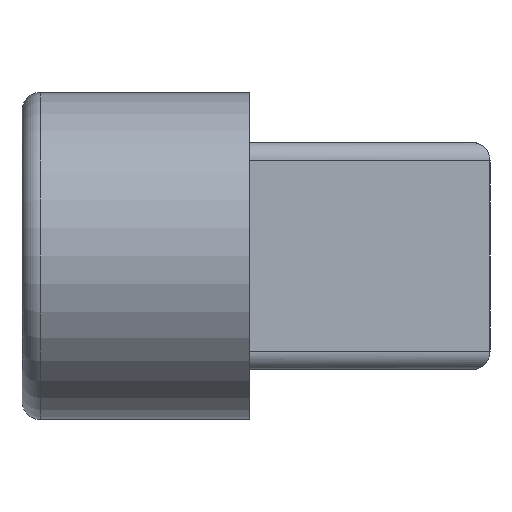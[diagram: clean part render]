
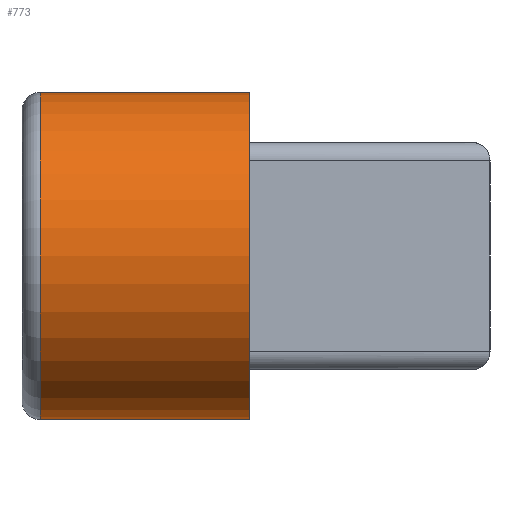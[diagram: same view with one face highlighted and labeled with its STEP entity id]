
A CAD part, left-side view. The second image highlights one B-rep face of the part: STEP entity #773.
In plain terms, the highlighted cylindrical face has radius 18 mm (diameter 36 mm), a partial arc.
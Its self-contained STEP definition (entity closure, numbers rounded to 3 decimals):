
#4 = DIRECTION ( 'NONE',  ( 0., 1., 0. ) ) ;
#11 = DIRECTION ( 'NONE',  ( -1., 0., 0. ) ) ;
#17 = VERTEX_POINT ( 'NONE', #1299 ) ;
#55 = CARTESIAN_POINT ( 'NONE',  ( -75., 49.5, -18. ) ) ;
#127 = EDGE_CURVE ( 'NONE', #1104, #1103, #944, .T. ) ;
#199 = DIRECTION ( 'NONE',  ( 0., -1., 0. ) ) ;
#204 = DIRECTION ( 'NONE',  ( 0., -1., 0. ) ) ;
#213 = AXIS2_PLACEMENT_3D ( 'NONE', #1163, #4, #11 ) ;
#277 = CARTESIAN_POINT ( 'NONE',  ( -75., 26.5, -18. ) ) ;
#283 = LINE ( 'NONE', #1359, #617 ) ;
#472 = LINE ( 'NONE', #853, #572 ) ;
#558 = AXIS2_PLACEMENT_3D ( 'NONE', #878, #199, #1115 ) ;
#572 = VECTOR ( 'NONE', #972, 1000. ) ;
#617 = VECTOR ( 'NONE', #204, 1000. ) ;
#655 = DIRECTION ( 'NONE',  ( 0., 0., -1. ) ) ;
#719 = FACE_OUTER_BOUND ( 'NONE', #779, .T. ) ;
#773 = ADVANCED_FACE ( 'NONE', ( #719 ), #1367, .T. ) ;
#775 = DIRECTION ( 'NONE',  ( 0., -1., 0. ) ) ;
#779 = EDGE_LOOP ( 'NONE', ( #1358, #1237, #1062, #1292 ) ) ;
#832 = EDGE_CURVE ( 'NONE', #1104, #17, #283, .T. ) ;
#853 = CARTESIAN_POINT ( 'NONE',  ( -75., 51.5, -18. ) ) ;
#878 = CARTESIAN_POINT ( 'NONE',  ( -75., 49.5, 0. ) ) ;
#944 = CIRCLE ( 'NONE', #558, 18. ) ;
#972 = DIRECTION ( 'NONE',  ( 0., -1., 0. ) ) ;
#987 = VERTEX_POINT ( 'NONE', #277 ) ;
#1062 = ORIENTED_EDGE ( 'NONE', *, *, #1131, .T. ) ;
#1065 = CIRCLE ( 'NONE', #213, 18. ) ;
#1084 = CARTESIAN_POINT ( 'NONE',  ( -75., 49.5, 18. ) ) ;
#1103 = VERTEX_POINT ( 'NONE', #55 ) ;
#1104 = VERTEX_POINT ( 'NONE', #1084 ) ;
#1115 = DIRECTION ( 'NONE',  ( 0., 0., 1. ) ) ;
#1131 = EDGE_CURVE ( 'NONE', #1103, #987, #472, .T. ) ;
#1163 = CARTESIAN_POINT ( 'NONE',  ( -75., 26.5, 0. ) ) ;
#1171 = EDGE_CURVE ( 'NONE', #987, #17, #1065, .T. ) ;
#1237 = ORIENTED_EDGE ( 'NONE', *, *, #127, .T. ) ;
#1292 = ORIENTED_EDGE ( 'NONE', *, *, #1171, .T. ) ;
#1299 = CARTESIAN_POINT ( 'NONE',  ( -75., 26.5, 18. ) ) ;
#1355 = AXIS2_PLACEMENT_3D ( 'NONE', #1467, #775, #655 ) ;
#1358 = ORIENTED_EDGE ( 'NONE', *, *, #832, .F. ) ;
#1359 = CARTESIAN_POINT ( 'NONE',  ( -75., 51.5, 18. ) ) ;
#1367 = CYLINDRICAL_SURFACE ( 'NONE', #1355, 18. ) ;
#1467 = CARTESIAN_POINT ( 'NONE',  ( -75., 51.5, 0. ) ) ;
